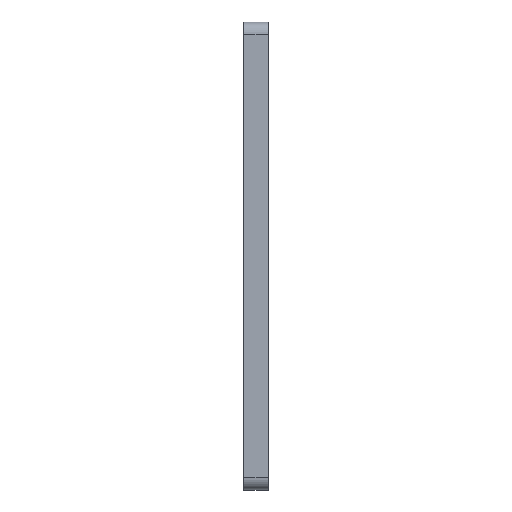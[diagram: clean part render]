
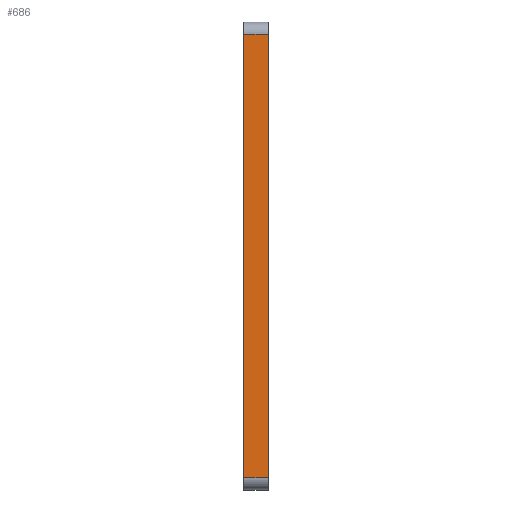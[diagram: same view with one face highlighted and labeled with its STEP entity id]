
A CAD part, front view. The second image highlights one B-rep face of the part: STEP entity #686.
In plain terms, the highlighted planar face has unit normal (0, -1, 0).
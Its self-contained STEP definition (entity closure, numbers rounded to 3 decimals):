
#659=AXIS2_PLACEMENT_3D('Plane Axis2P3D',#656,#657,#658) ;
#634=CARTESIAN_POINT('Vertex',(0.,0.,37.)) ;
#637=CARTESIAN_POINT('Line Origine',(1.,0.,37.)) ;
#641=CARTESIAN_POINT('Vertex',(2.,0.,37.)) ;
#656=CARTESIAN_POINT('Axis2P3D Location',(2.,0.,1.)) ;
#661=CARTESIAN_POINT('Line Origine',(0.,0.,19.)) ;
#665=CARTESIAN_POINT('Vertex',(0.,0.,1.)) ;
#668=CARTESIAN_POINT('Line Origine',(1.,0.,1.)) ;
#672=CARTESIAN_POINT('Vertex',(2.,0.,1.)) ;
#675=CARTESIAN_POINT('Line Origine',(2.,0.,19.)) ;
#638=DIRECTION('Vector Direction',(1.,0.,0.)) ;
#657=DIRECTION('Axis2P3D Direction',(-0.,-1.,0.)) ;
#658=DIRECTION('Axis2P3D XDirection',(0.,0.,1.)) ;
#662=DIRECTION('Vector Direction',(0.,0.,1.)) ;
#669=DIRECTION('Vector Direction',(-1.,0.,0.)) ;
#676=DIRECTION('Vector Direction',(0.,0.,1.)) ;
#639=VECTOR('Line Direction',#638,1.) ;
#663=VECTOR('Line Direction',#662,1.) ;
#670=VECTOR('Line Direction',#669,1.) ;
#677=VECTOR('Line Direction',#676,1.) ;
#681=ORIENTED_EDGE('',*,*,#667,.T.) ;
#682=ORIENTED_EDGE('',*,*,#674,.F.) ;
#683=ORIENTED_EDGE('',*,*,#679,.F.) ;
#684=ORIENTED_EDGE('',*,*,#643,.T.) ;
#686=ADVANCED_FACE('TW AKZ',(#685),#660,.T.) ;
#643=EDGE_CURVE('',#642,#635,#640,.F.) ;
#667=EDGE_CURVE('',#635,#666,#664,.F.) ;
#674=EDGE_CURVE('',#673,#666,#671,.T.) ;
#679=EDGE_CURVE('',#642,#673,#678,.F.) ;
#680=EDGE_LOOP('',(#681,#682,#683,#684)) ;
#685=FACE_OUTER_BOUND('',#680,.T.) ;
#640=LINE('Line',#637,#639) ;
#664=LINE('Line',#661,#663) ;
#671=LINE('Line',#668,#670) ;
#678=LINE('Line',#675,#677) ;
#660=PLANE('',#659) ;
#635=VERTEX_POINT('',#634) ;
#642=VERTEX_POINT('',#641) ;
#666=VERTEX_POINT('',#665) ;
#673=VERTEX_POINT('',#672) ;
